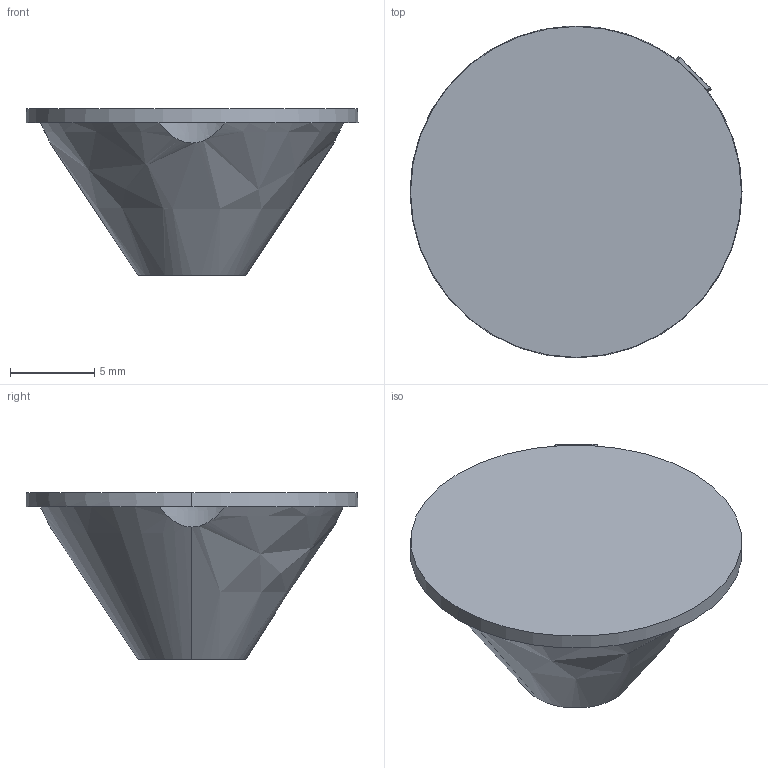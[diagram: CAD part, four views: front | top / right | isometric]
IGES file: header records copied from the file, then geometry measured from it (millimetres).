
Start section:  PTC IGES file: 10003_15 3D Model.igs
Global section: file name: 10003_15 3D Model.igs; native system: Pro/ENGINEER by Parametric Technology Corporation; preprocessor: 2007030; author: DenningtonA; organization: Unknown; date: 20070524.153301; units: millimetre
Bounding box: 19.7 x 19.69 x 9.9 mm (x, y, z)
Surface area: 929.4 mm2 (no closed solid volume)
Topology: 0 solids, 0 shells, 21 faces, 104 edges, 104 vertices
Faces by surface type: revolution 11, bspline 10
